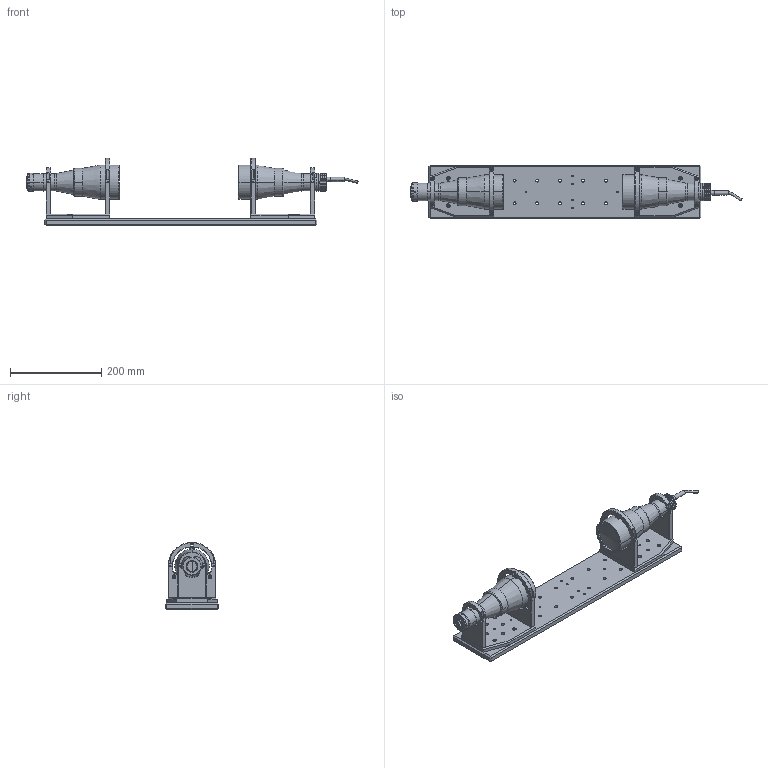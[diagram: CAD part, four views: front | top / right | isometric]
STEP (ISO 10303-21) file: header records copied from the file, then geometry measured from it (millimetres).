
FILE_DESCRIPTION (( 'STEP AP214' ), '1' );
FILE_NAME ('TCEV23048-G.STEP', '2015-08-24T12:13:59', ( '' ), ( '' ), 'SwSTEP 2.0', 'SolidWorks 2013', '' );
FILE_SCHEMA (( 'AUTOMOTIVE_DESIGN' ));
Length unit declared in the file: millimetre
Products named in the file (1): TCEV23048-G
Bounding box: 726.63 x 117 x 147.5 mm (x, y, z)
Surface area: 373165.1 mm2 (no closed solid volume)
Topology: 0 solids, 40 shells, 696 faces, 2107 edges, 1439 vertices
Faces by surface type: plane 283, cylinder 270, cone 119, torus 18, sphere 4, bspline 2
Entity records: 32314 total; most frequent: CARTESIAN_POINT 5165, DIRECTION 4293, ORIENTED_EDGE 3605, EDGE_CURVE 2107, AXIS2_PLACEMENT_3D 1599, VERTEX_POINT 1439, LINE 1095, VECTOR 1095
